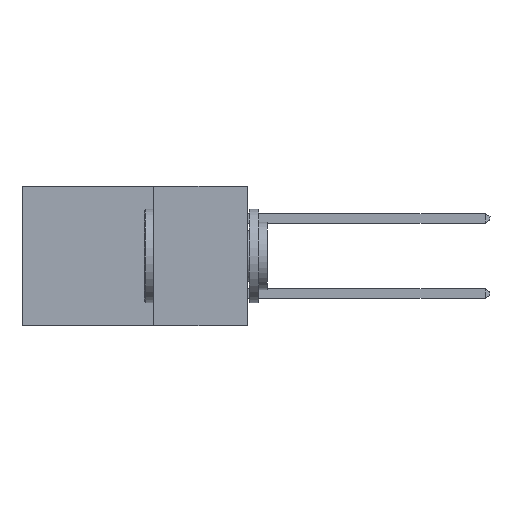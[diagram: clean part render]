
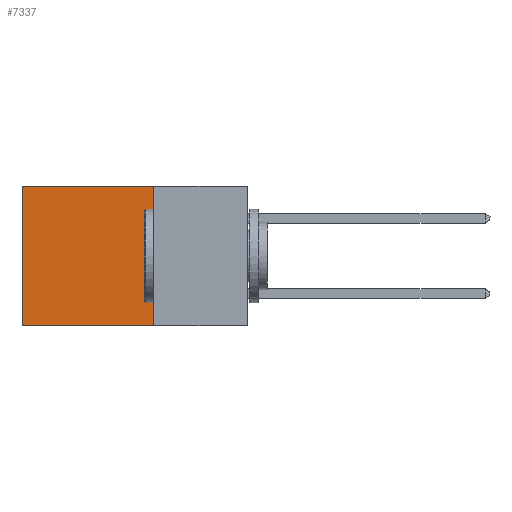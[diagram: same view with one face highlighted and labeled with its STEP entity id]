
A CAD part, left-side view. The second image highlights one B-rep face of the part: STEP entity #7337.
In plain terms, the highlighted planar face has unit normal (-1, 0, 0).
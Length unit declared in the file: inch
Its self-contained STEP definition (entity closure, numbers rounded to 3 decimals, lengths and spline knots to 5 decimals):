
#450 = PLANE ( 'NONE',  #1922 ) ;
#573 = VECTOR ( 'NONE', #2341, 39.37008 ) ;
#805 = DIRECTION ( 'NONE',  ( 0., 0., -1. ) ) ;
#939 = DIRECTION ( 'NONE',  ( 0., 1., 0. ) ) ;
#1033 = VERTEX_POINT ( 'NONE', #3525 ) ;
#1084 = CARTESIAN_POINT ( 'NONE',  ( 0.2615, 0.6, -0.37 ) ) ;
#1922 = AXIS2_PLACEMENT_3D ( 'NONE', #7444, #8406, #5776 ) ;
#2120 = CARTESIAN_POINT ( 'NONE',  ( 0.2615, 0.25, -0.37 ) ) ;
#2274 = ORIENTED_EDGE ( 'NONE', *, *, #2864, .T. ) ;
#2341 = DIRECTION ( 'NONE',  ( 0., 0., -1. ) ) ;
#2720 = CARTESIAN_POINT ( 'NONE',  ( 0.2615, 0.25, 0. ) ) ;
#2864 = EDGE_CURVE ( 'NONE', #9434, #1033, #9090, .T. ) ;
#3525 = CARTESIAN_POINT ( 'NONE',  ( 0.2615, 0.6, -0.37 ) ) ;
#3920 = VERTEX_POINT ( 'NONE', #4189 ) ;
#4189 = CARTESIAN_POINT ( 'NONE',  ( 0.2615, 0.25, -0.37 ) ) ;
#4375 = EDGE_LOOP ( 'NONE', ( #2274, #10432, #7571, #5562 ) ) ;
#4428 = CARTESIAN_POINT ( 'NONE',  ( 0.2615, 0.25, -0.37 ) ) ;
#4821 = EDGE_CURVE ( 'NONE', #5871, #9434, #9617, .T. ) ;
#5055 = LINE ( 'NONE', #4428, #10216 ) ;
#5226 = EDGE_CURVE ( 'NONE', #5871, #3920, #5055, .T. ) ;
#5425 = CARTESIAN_POINT ( 'NONE',  ( 0.2615, 0.25, 0. ) ) ;
#5562 = ORIENTED_EDGE ( 'NONE', *, *, #4821, .T. ) ;
#5776 = DIRECTION ( 'NONE',  ( 0., 0., -1. ) ) ;
#5871 = VERTEX_POINT ( 'NONE', #5425 ) ;
#6634 = FACE_OUTER_BOUND ( 'NONE', #4375, .T. ) ;
#7337 = ADVANCED_FACE ( 'NONE', ( #6634 ), #450, .F. ) ;
#7444 = CARTESIAN_POINT ( 'NONE',  ( 0.2615, 0.25, -0.37 ) ) ;
#7571 = ORIENTED_EDGE ( 'NONE', *, *, #5226, .F. ) ;
#8406 = DIRECTION ( 'NONE',  ( 1., 0., 0. ) ) ;
#8829 = VECTOR ( 'NONE', #939, 39.37008 ) ;
#9090 = LINE ( 'NONE', #1084, #573 ) ;
#9098 = DIRECTION ( 'NONE',  ( 0., 1., 0. ) ) ;
#9204 = CARTESIAN_POINT ( 'NONE',  ( 0.2615, 0.6, 0. ) ) ;
#9434 = VERTEX_POINT ( 'NONE', #9204 ) ;
#9617 = LINE ( 'NONE', #2720, #8829 ) ;
#9927 = LINE ( 'NONE', #2120, #11218 ) ;
#10216 = VECTOR ( 'NONE', #805, 39.37008 ) ;
#10432 = ORIENTED_EDGE ( 'NONE', *, *, #10618, .F. ) ;
#10618 = EDGE_CURVE ( 'NONE', #3920, #1033, #9927, .T. ) ;
#11218 = VECTOR ( 'NONE', #9098, 39.37008 ) ;
